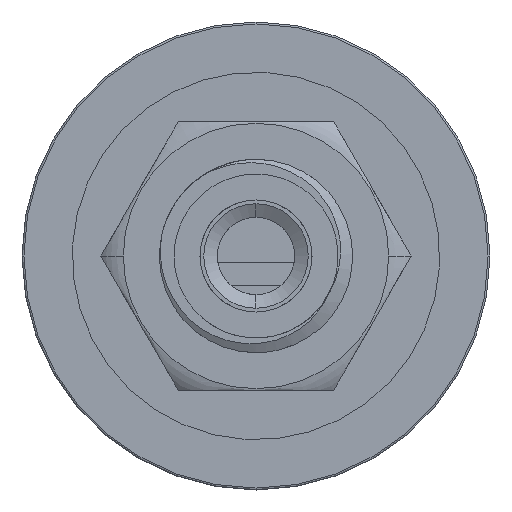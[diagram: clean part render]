
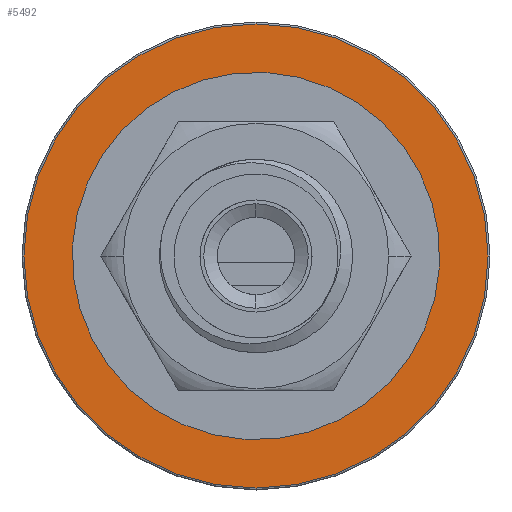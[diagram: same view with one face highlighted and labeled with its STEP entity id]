
A CAD part, front view. The second image highlights one B-rep face of the part: STEP entity #5492.
In plain terms, the highlighted planar face has unit normal (0, -1, 0).
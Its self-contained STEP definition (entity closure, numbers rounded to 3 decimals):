
#1282 = CARTESIAN_POINT ( 'NONE',  ( 2.349, 0., -3.972 ) ) ;
#1325 = CARTESIAN_POINT ( 'NONE',  ( 0., 0., 0. ) ) ;
#1390 = CIRCLE ( 'NONE', #17471, 12. ) ;
#1477 = CARTESIAN_POINT ( 'NONE',  ( 2.632, 0., -3.813 ) ) ;
#1781 = CARTESIAN_POINT ( 'NONE',  ( 0., 0., 0. ) ) ;
#2405 = CARTESIAN_POINT ( 'NONE',  ( -2.212, 0., -3.73 ) ) ;
#2485 = CARTESIAN_POINT ( 'NONE',  ( -1.363, 0., -4.178 ) ) ;
#2560 = CARTESIAN_POINT ( 'NONE',  ( -3.141, 0., -2.863 ) ) ;
#2763 = CARTESIAN_POINT ( 'NONE',  ( 0., 0., 0. ) ) ;
#2849 = CARTESIAN_POINT ( 'NONE',  ( 0.831, 0., -4.437 ) ) ;
#3129 = CARTESIAN_POINT ( 'NONE',  ( 0.355, 0., -4.474 ) ) ;
#3203 = EDGE_CURVE ( 'NONE', #16734, #19247, #12818, .T. ) ;
#3255 = VERTEX_POINT ( 'NONE', #9201 ) ;
#3781 = EDGE_LOOP ( 'NONE', ( #13156, #13839, #9192, #17208 ) ) ;
#3937 = CARTESIAN_POINT ( 'NONE',  ( 0., 0., 12. ) ) ;
#3991 = VERTEX_POINT ( 'NONE', #3937 ) ;
#4479 = CARTESIAN_POINT ( 'NONE',  ( 1.764, 0., -4.224 ) ) ;
#4887 = AXIS2_PLACEMENT_3D ( 'NONE', #2763, #10557, #7486 ) ;
#5492 = ADVANCED_FACE ( 'NONE', ( #16965, #11699 ), #16328, .F. ) ;
#5702 = CARTESIAN_POINT ( 'NONE',  ( 3.608, 0., -3. ) ) ;
#5858 = EDGE_CURVE ( 'NONE', #19247, #6430, #13414, .T. ) ;
#6008 = CARTESIAN_POINT ( 'NONE',  ( 3.608, 0., -3. ) ) ;
#6067 = CARTESIAN_POINT ( 'NONE',  ( 0.514, 0., -4.467 ) ) ;
#6430 = VERTEX_POINT ( 'NONE', #13403 ) ;
#6717 = DIRECTION ( 'NONE',  ( 0., 1., 0. ) ) ;
#6835 = DIRECTION ( 'NONE',  ( 0., 0., 1. ) ) ;
#7034 = EDGE_CURVE ( 'NONE', #6430, #3255, #15236, .T. ) ;
#7486 = DIRECTION ( 'NONE',  ( 0., 0., 1. ) ) ;
#7975 = EDGE_CURVE ( 'NONE', #3255, #16734, #20610, .T. ) ;
#7991 = CARTESIAN_POINT ( 'NONE',  ( 0.038, 0., -4.47 ) ) ;
#8280 = CARTESIAN_POINT ( 'NONE',  ( 0., 0., -12. ) ) ;
#9176 = CARTESIAN_POINT ( 'NONE',  ( 3.15, 0., -3.446 ) ) ;
#9192 = ORIENTED_EDGE ( 'NONE', *, *, #3203, .T. ) ;
#9201 = CARTESIAN_POINT ( 'NONE',  ( 0., 0., 4.25 ) ) ;
#9280 = CARTESIAN_POINT ( 'NONE',  ( 3.269, 0., -2.716 ) ) ;
#9704 = DIRECTION ( 'NONE',  ( 0., 0., 1. ) ) ;
#9854 = EDGE_CURVE ( 'NONE', #3991, #11854, #1390, .T. ) ;
#10361 = CARTESIAN_POINT ( 'NONE',  ( -1.064, 0., -4.284 ) ) ;
#10557 = DIRECTION ( 'NONE',  ( 0., 1., 0. ) ) ;
#10842 = DIRECTION ( 'NONE',  ( 0., -1., 0. ) ) ;
#11042 = AXIS2_PLACEMENT_3D ( 'NONE', #1325, #10842, #20384 ) ;
#11544 = CARTESIAN_POINT ( 'NONE',  ( 0., 0., 0. ) ) ;
#11699 = FACE_BOUND ( 'NONE', #3781, .T. ) ;
#11828 = CARTESIAN_POINT ( 'NONE',  ( -1.937, 0., -3.902 ) ) ;
#11854 = VERTEX_POINT ( 'NONE', #8280 ) ;
#11902 = CARTESIAN_POINT ( 'NONE',  ( -0.596, 0., -4.393 ) ) ;
#12042 = CARTESIAN_POINT ( 'NONE',  ( -2.939, 0., -3.113 ) ) ;
#12818 = LINE ( 'NONE', #20436, #20356 ) ;
#13156 = ORIENTED_EDGE ( 'NONE', *, *, #7034, .T. ) ;
#13174 = CARTESIAN_POINT ( 'NONE',  ( 0., 0., 0. ) ) ;
#13403 = CARTESIAN_POINT ( 'NONE',  ( -3.141, 0., -2.863 ) ) ;
#13414 = B_SPLINE_CURVE_WITH_KNOTS ( 'NONE', 3,
 ( #6008, #14014, #9176, #1477, #1282, #4479, #14154, #15626, #2849, #6067, #3129, #7991, #17634, #17833, #11902, #10361, #2485, #11828, #2405, #16663, #12042, #2560 ),
 .UNSPECIFIED., .F., .F.,
 ( 4, 2, 2, 2, 2, 2, 2, 2, 2, 2, 4 ),
 ( 0., 0.001, 0.002, 0.003, 0.003, 0.004, 0.004, 0.005, 0.006, 0.007, 0.008 ),
 .UNSPECIFIED. ) ;
#13839 = ORIENTED_EDGE ( 'NONE', *, *, #7975, .T. ) ;
#14014 = CARTESIAN_POINT ( 'NONE',  ( 3.389, 0., -3.237 ) ) ;
#14154 = CARTESIAN_POINT ( 'NONE',  ( 1.461, 0., -4.319 ) ) ;
#14320 = DIRECTION ( 'NONE',  ( 0., -1., 0. ) ) ;
#15236 = CIRCLE ( 'NONE', #4887, 4.25 ) ;
#15626 = CARTESIAN_POINT ( 'NONE',  ( 0.991, 0., -4.414 ) ) ;
#15858 = AXIS2_PLACEMENT_3D ( 'NONE', #11544, #6717, #19324 ) ;
#16328 = PLANE ( 'NONE',  #18494 ) ;
#16406 = DIRECTION ( 'NONE',  ( 0., 1., 0. ) ) ;
#16663 = CARTESIAN_POINT ( 'NONE',  ( -2.712, 0., -3.336 ) ) ;
#16679 = ORIENTED_EDGE ( 'NONE', *, *, #20302, .T. ) ;
#16734 = VERTEX_POINT ( 'NONE', #9280 ) ;
#16965 = FACE_OUTER_BOUND ( 'NONE', #19473, .T. ) ;
#17050 = DIRECTION ( 'NONE',  ( 0.766, 0., -0.643 ) ) ;
#17208 = ORIENTED_EDGE ( 'NONE', *, *, #5858, .T. ) ;
#17285 = CIRCLE ( 'NONE', #11042, 12. ) ;
#17471 = AXIS2_PLACEMENT_3D ( 'NONE', #1781, #14320, #9704 ) ;
#17634 = CARTESIAN_POINT ( 'NONE',  ( -0.121, 0., -4.46 ) ) ;
#17833 = CARTESIAN_POINT ( 'NONE',  ( -0.437, 0., -4.422 ) ) ;
#17917 = ORIENTED_EDGE ( 'NONE', *, *, #9854, .T. ) ;
#18494 = AXIS2_PLACEMENT_3D ( 'NONE', #13174, #16406, #6835 ) ;
#19247 = VERTEX_POINT ( 'NONE', #5702 ) ;
#19324 = DIRECTION ( 'NONE',  ( 0., 0., 1. ) ) ;
#19473 = EDGE_LOOP ( 'NONE', ( #17917, #16679 ) ) ;
#20302 = EDGE_CURVE ( 'NONE', #11854, #3991, #17285, .T. ) ;
#20356 = VECTOR ( 'NONE', #17050, 1000. ) ;
#20384 = DIRECTION ( 'NONE',  ( 0., 0., 1. ) ) ;
#20436 = CARTESIAN_POINT ( 'NONE',  ( 0.013, 0., 0.016 ) ) ;
#20610 = CIRCLE ( 'NONE', #15858, 4.25 ) ;
